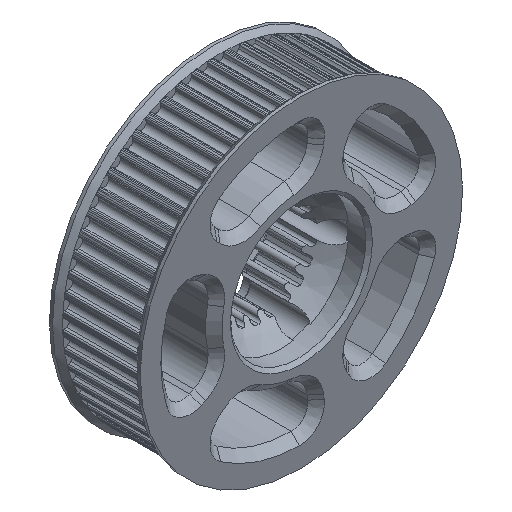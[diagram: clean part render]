
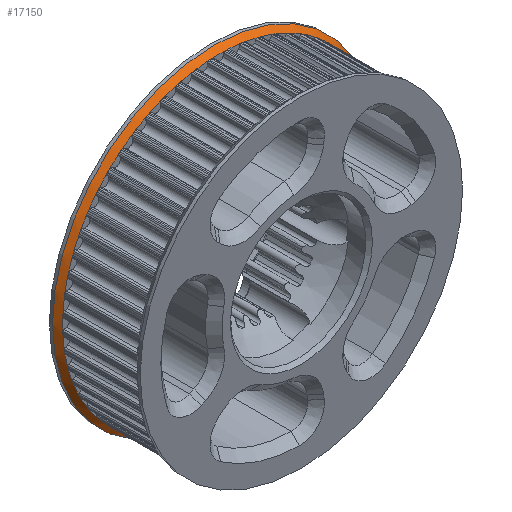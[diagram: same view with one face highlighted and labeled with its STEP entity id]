
A CAD part, isometric view. The second image highlights one B-rep face of the part: STEP entity #17150.
In plain terms, the highlighted conical face has half-angle 45 degrees and reference radius 19.219 mm.
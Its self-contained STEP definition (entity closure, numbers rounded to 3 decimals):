
#476 = DIRECTION ( 'NONE',  ( -1., 0., 0. ) ) ;
#1238 = VERTEX_POINT ( 'NONE', #12669 ) ;
#1812 = DIRECTION ( 'NONE',  ( -1., 0., 0. ) ) ;
#2351 = DIRECTION ( 'NONE',  ( 0., 1., 0. ) ) ;
#2817 = CARTESIAN_POINT ( 'NONE',  ( 276.575, 54.62, 16.4 ) ) ;
#2893 = AXIS2_PLACEMENT_3D ( 'NONE', #24050, #5901, #1812 ) ;
#5901 = DIRECTION ( 'NONE',  ( 0., 1., 0. ) ) ;
#8926 = FACE_OUTER_BOUND ( 'NONE', #14608, .T. ) ;
#11425 = FACE_BOUND ( 'NONE', #18771, .T. ) ;
#12669 = CARTESIAN_POINT ( 'NONE',  ( 257.046, 54.62, 16.4 ) ) ;
#12750 = ORIENTED_EDGE ( 'NONE', *, *, #28114, .T. ) ;
#14608 = EDGE_LOOP ( 'NONE', ( #12750 ) ) ;
#14724 = CARTESIAN_POINT ( 'NONE',  ( 257.666, 54., 16.4 ) ) ;
#16127 = DIRECTION ( 'NONE',  ( -1., 0., 0. ) ) ;
#16917 = ORIENTED_EDGE ( 'NONE', *, *, #28043, .T. ) ;
#17150 = ADVANCED_FACE ( 'NONE', ( #11425, #8926 ), #19554, .T. ) ;
#18026 = CARTESIAN_POINT ( 'NONE',  ( 276.575, 54.31, 16.4 ) ) ;
#18771 = EDGE_LOOP ( 'NONE', ( #16917 ) ) ;
#19554 = CONICAL_SURFACE ( 'NONE', #21411, 19.219, 0.785 ) ;
#21411 = AXIS2_PLACEMENT_3D ( 'NONE', #18026, #2351, #16127 ) ;
#22698 = DIRECTION ( 'NONE',  ( 0., -1., 0. ) ) ;
#23342 = VERTEX_POINT ( 'NONE', #14724 ) ;
#24050 = CARTESIAN_POINT ( 'NONE',  ( 276.575, 54., 16.4 ) ) ;
#27679 = CIRCLE ( 'NONE', #28601, 19.529 ) ;
#28043 = EDGE_CURVE ( 'NONE', #23342, #23342, #28138, .T. ) ;
#28114 = EDGE_CURVE ( 'NONE', #1238, #1238, #27679, .T. ) ;
#28138 = CIRCLE ( 'NONE', #2893, 18.909 ) ;
#28601 = AXIS2_PLACEMENT_3D ( 'NONE', #2817, #22698, #476 ) ;
